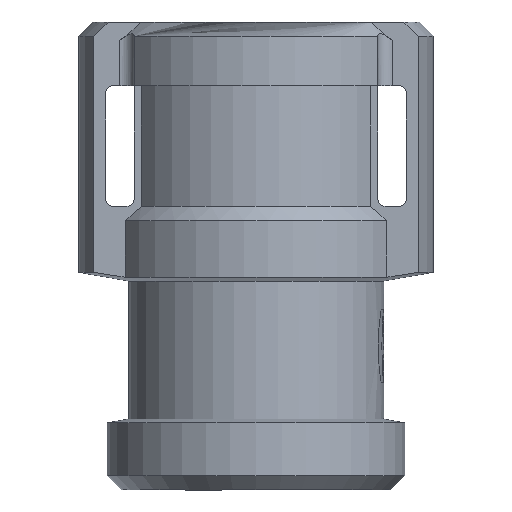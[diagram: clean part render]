
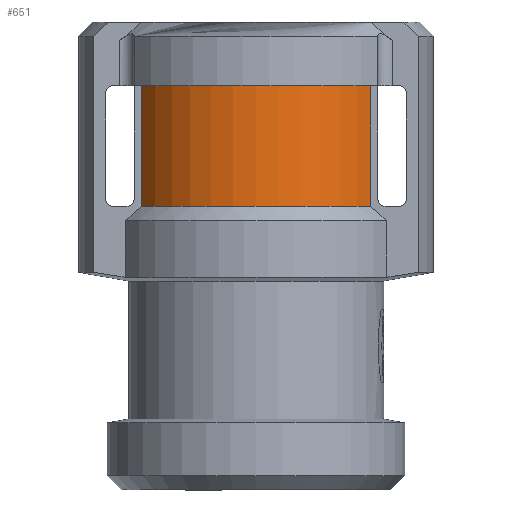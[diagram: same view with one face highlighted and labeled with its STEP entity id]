
A CAD part, front view. The second image highlights one B-rep face of the part: STEP entity #651.
In plain terms, the highlighted cylindrical face has radius 9.5 mm (diameter 19 mm), a partial arc.
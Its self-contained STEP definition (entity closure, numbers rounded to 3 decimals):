
#506=FACE_OUTER_BOUND('',#903,.T.);
#651=ADVANCED_FACE('',(#506),#771,.T.);
#771=CYLINDRICAL_SURFACE('',#3950,9.5);
#903=EDGE_LOOP('',(#1371,#1372,#1373,#1374));
#1371=ORIENTED_EDGE('',*,*,#2312,.T.);
#1372=ORIENTED_EDGE('',*,*,#2300,.T.);
#1373=ORIENTED_EDGE('',*,*,#2307,.T.);
#1374=ORIENTED_EDGE('',*,*,#2180,.F.);
#1906=VERTEX_POINT('',#5461);
#1907=VERTEX_POINT('',#5463);
#1986=VERTEX_POINT('',#5735);
#1987=VERTEX_POINT('',#5737);
#2180=EDGE_CURVE('',#1906,#1907,#2595,.T.);
#2300=EDGE_CURVE('',#1987,#1986,#2634,.T.);
#2307=EDGE_CURVE('',#1986,#1907,#3119,.T.);
#2312=EDGE_CURVE('',#1906,#1987,#3121,.T.);
#2595=CIRCLE('',#3865,9.5);
#2634=CIRCLE('',#3940,9.5);
#3119=LINE('',#5757,#3429);
#3121=LINE('',#5790,#3431);
#3429=VECTOR('',#4547,1.);
#3431=VECTOR('',#4557,1.);
#3865=AXIS2_PLACEMENT_3D('',#5462,#4318,#4319);
#3940=AXIS2_PLACEMENT_3D('',#5736,#4534,#4535);
#3950=AXIS2_PLACEMENT_3D('',#5792,#4560,#4561);
#4318=DIRECTION('',(0.,0.,-1.));
#4319=DIRECTION('',(0.85,-0.526,0.));
#4534=DIRECTION('',(0.,0.,-1.));
#4535=DIRECTION('',(0.85,-0.526,0.));
#4547=DIRECTION('',(0.,0.,-1.));
#4557=DIRECTION('',(0.,0.,1.));
#4560=DIRECTION('',(0.,0.,1.));
#4561=DIRECTION('',(-0.901,-0.435,0.));
#5461=CARTESIAN_POINT('',(8.078,-5.,20.));
#5462=CARTESIAN_POINT('',(0.,0.,
20.));
#5463=CARTESIAN_POINT('',(-8.078,-5.,20.));
#5735=CARTESIAN_POINT('',(-8.078,-5.,28.5));
#5736=CARTESIAN_POINT('',(0.,0.,
28.5));
#5737=CARTESIAN_POINT('',(8.078,-5.,28.5));
#5757=CARTESIAN_POINT('',(-8.078,-5.,28.5));
#5790=CARTESIAN_POINT('',(8.078,-5.,20.));
#5792=CARTESIAN_POINT('',(0.,0.,
20.));
